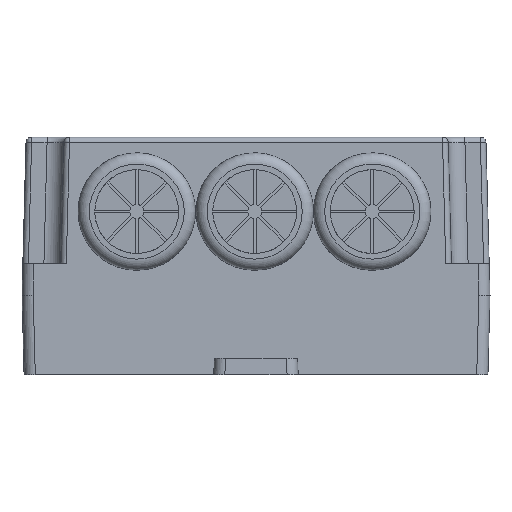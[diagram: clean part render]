
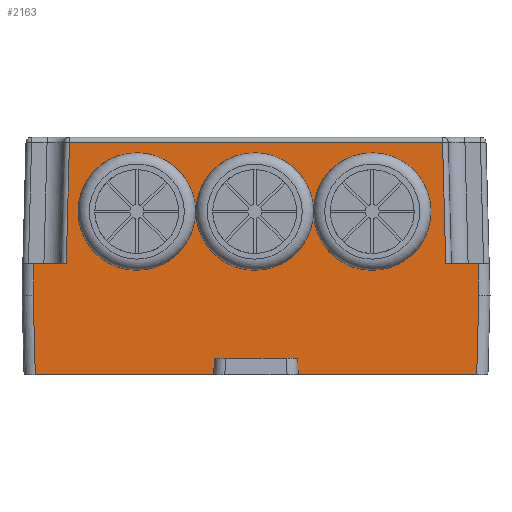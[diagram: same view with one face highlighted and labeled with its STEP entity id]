
A CAD part, front view. The second image highlights one B-rep face of the part: STEP entity #2163.
In plain terms, the highlighted planar face has unit normal (0, -1, 0.026).
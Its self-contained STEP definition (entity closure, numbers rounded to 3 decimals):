
#2163=ADVANCED_FACE('',(#3931,#3932,#3933,#3934),#2957,.T.);
#2957=PLANE('',#15881);
#3561=ELLIPSE('',#15877,2.001,2.);
#3562=ELLIPSE('',#15878,10.504,10.5);
#3563=ELLIPSE('',#15879,10.504,10.5);
#3564=ELLIPSE('',#15880,10.504,10.5);
#3931=FACE_BOUND('',#4067,.T.);
#3932=FACE_BOUND('',#4068,.T.);
#3933=FACE_BOUND('',#4069,.T.);
#3934=FACE_BOUND('',#4070,.T.);
#4067=EDGE_LOOP('',(#5200,#5201,#5202,#5203,#5204,#5205,#5206,#5207,#5208,
#5209,#5210,#5211,#5212,#5213,#5214,#5215,#5216,#5217));
#4068=EDGE_LOOP('',(#5218));
#4069=EDGE_LOOP('',(#5219));
#4070=EDGE_LOOP('',(#5220));
#5200=ORIENTED_EDGE('',*,*,#10662,.T.);
#5201=ORIENTED_EDGE('',*,*,#10663,.T.);
#5202=ORIENTED_EDGE('',*,*,#10664,.T.);
#5203=ORIENTED_EDGE('',*,*,#10665,.T.);
#5204=ORIENTED_EDGE('',*,*,#10666,.T.);
#5205=ORIENTED_EDGE('',*,*,#10667,.T.);
#5206=ORIENTED_EDGE('',*,*,#10668,.T.);
#5207=ORIENTED_EDGE('',*,*,#10669,.T.);
#5208=ORIENTED_EDGE('',*,*,#10670,.F.);
#5209=ORIENTED_EDGE('',*,*,#10671,.T.);
#5210=ORIENTED_EDGE('',*,*,#10672,.T.);
#5211=ORIENTED_EDGE('',*,*,#10673,.T.);
#5212=ORIENTED_EDGE('',*,*,#10674,.T.);
#5213=ORIENTED_EDGE('',*,*,#10675,.T.);
#5214=ORIENTED_EDGE('',*,*,#10676,.F.);
#5215=ORIENTED_EDGE('',*,*,#10677,.T.);
#5216=ORIENTED_EDGE('',*,*,#10678,.F.);
#5217=ORIENTED_EDGE('',*,*,#10679,.F.);
#5218=ORIENTED_EDGE('',*,*,#10680,.T.);
#5219=ORIENTED_EDGE('',*,*,#10681,.T.);
#5220=ORIENTED_EDGE('',*,*,#10682,.T.);
#9310=VERTEX_POINT('',#21560);
#9311=VERTEX_POINT('',#21561);
#9312=VERTEX_POINT('',#21563);
#9313=VERTEX_POINT('',#21565);
#9314=VERTEX_POINT('',#21567);
#9315=VERTEX_POINT('',#21569);
#9316=VERTEX_POINT('',#21571);
#9317=VERTEX_POINT('',#21573);
#9318=VERTEX_POINT('',#21575);
#9319=VERTEX_POINT('',#21577);
#9320=VERTEX_POINT('',#21579);
#9321=VERTEX_POINT('',#21581);
#9322=VERTEX_POINT('',#21583);
#9323=VERTEX_POINT('',#21585);
#9324=VERTEX_POINT('',#21587);
#9325=VERTEX_POINT('',#21589);
#9326=VERTEX_POINT('',#21591);
#9327=VERTEX_POINT('',#21593);
#9328=VERTEX_POINT('',#21596);
#9329=VERTEX_POINT('',#21598);
#9330=VERTEX_POINT('',#21600);
#10662=EDGE_CURVE('',#9310,#9311,#12676,.T.);
#10663=EDGE_CURVE('',#9311,#9312,#12677,.T.);
#10664=EDGE_CURVE('',#9312,#9313,#3561,.T.);
#10665=EDGE_CURVE('',#9313,#9314,#12678,.T.);
#10666=EDGE_CURVE('',#9314,#9315,#12679,.T.);
#10667=EDGE_CURVE('',#9315,#9316,#12680,.T.);
#10668=EDGE_CURVE('',#9316,#9317,#12681,.T.);
#10669=EDGE_CURVE('',#9317,#9318,#12682,.T.);
#10670=EDGE_CURVE('',#9319,#9318,#12683,.T.);
#10671=EDGE_CURVE('',#9319,#9320,#12684,.T.);
#10672=EDGE_CURVE('',#9320,#9321,#12685,.T.);
#10673=EDGE_CURVE('',#9321,#9322,#12686,.T.);
#10674=EDGE_CURVE('',#9322,#9323,#12687,.T.);
#10675=EDGE_CURVE('',#9323,#9324,#12688,.T.);
#10676=EDGE_CURVE('',#9325,#9324,#12689,.T.);
#10677=EDGE_CURVE('',#9325,#9326,#12690,.T.);
#10678=EDGE_CURVE('',#9327,#9326,#12691,.T.);
#10679=EDGE_CURVE('',#9310,#9327,#12692,.T.);
#10680=EDGE_CURVE('',#9328,#9328,#3562,.T.);
#10681=EDGE_CURVE('',#9329,#9329,#3563,.T.);
#10682=EDGE_CURVE('',#9330,#9330,#3564,.T.);
#12676=LINE('',#21559,#14341);
#12677=LINE('',#21562,#14342);
#12678=LINE('',#21566,#14343);
#12679=LINE('',#21568,#14344);
#12680=LINE('',#21570,#14345);
#12681=LINE('',#21572,#14346);
#12682=LINE('',#21574,#14347);
#12683=LINE('',#21576,#14348);
#12684=LINE('',#21578,#14349);
#12685=LINE('',#21580,#14350);
#12686=LINE('',#21582,#14351);
#12687=LINE('',#21584,#14352);
#12688=LINE('',#21586,#14353);
#12689=LINE('',#21588,#14354);
#12690=LINE('',#21590,#14355);
#12691=LINE('',#21592,#14356);
#12692=LINE('',#21594,#14357);
#14341=VECTOR('',#17235,1.);
#14342=VECTOR('',#17236,1.);
#14343=VECTOR('',#17239,1.);
#14344=VECTOR('',#17240,1.);
#14345=VECTOR('',#17241,1.);
#14346=VECTOR('',#17242,1.);
#14347=VECTOR('',#17243,1.);
#14348=VECTOR('',#17244,1.);
#14349=VECTOR('',#17245,1.);
#14350=VECTOR('',#17246,1.);
#14351=VECTOR('',#17247,1.);
#14352=VECTOR('',#17248,1.);
#14353=VECTOR('',#17249,1.);
#14354=VECTOR('',#17250,1.);
#14355=VECTOR('',#17251,1.);
#14356=VECTOR('',#17252,1.);
#14357=VECTOR('',#17253,1.);
#15877=AXIS2_PLACEMENT_3D('',#21564,#17237,#17238);
#15878=AXIS2_PLACEMENT_3D('',#21595,#17254,#17255);
#15879=AXIS2_PLACEMENT_3D('',#21597,#17256,#17257);
#15880=AXIS2_PLACEMENT_3D('',#21599,#17258,#17259);
#15881=AXIS2_PLACEMENT_3D('',#21601,#17260,#17261);
#17235=DIRECTION('',(1.,0.,0.));
#17236=DIRECTION('',(0.026,0.026,0.999));
#17237=DIRECTION('',(0.,0.,1.));
#17238=DIRECTION('',(0.707,0.707,0.));
#17239=DIRECTION('',(-0.026,0.026,0.999));
#17240=DIRECTION('',(-1.,0.,0.));
#17241=DIRECTION('',(-0.026,0.026,0.999));
#17242=DIRECTION('',(-1.,0.,0.));
#17243=DIRECTION('',(-0.026,-0.026,-0.999));
#17244=DIRECTION('',(1.,0.,0.));
#17245=DIRECTION('',(-0.026,-0.026,-0.999));
#17246=DIRECTION('',(1.,0.,0.));
#17247=DIRECTION('',(0.026,-0.026,-0.999));
#17248=DIRECTION('',(1.,0.,0.));
#17249=DIRECTION('',(0.052,0.026,0.998));
#17250=DIRECTION('',(-1.,0.,0.));
#17251=DIRECTION('',(1.,0.,0.));
#17252=DIRECTION('',(-1.,0.,0.));
#17253=DIRECTION('',(-0.052,0.026,0.998));
#17254=DIRECTION('',(0.,1.,-0.026));
#17255=DIRECTION('',(0.,-0.026,-1.));
#17256=DIRECTION('',(0.,1.,-0.026));
#17257=DIRECTION('',(0.,-0.026,-1.));
#17258=DIRECTION('',(0.,1.,-0.026));
#17259=DIRECTION('',(0.,-0.026,-1.));
#17260=DIRECTION('',(0.,-1.,0.026));
#17261=DIRECTION('',(0.,0.026,1.));
#21559=CARTESIAN_POINT('',(-20.93,-21.638,-42.502));
#21560=CARTESIAN_POINT('',(7.555,-21.638,-42.502));
#21561=CARTESIAN_POINT('',(39.476,-21.638,-42.502));
#21562=CARTESIAN_POINT('',(39.849,-21.265,-28.25));
#21563=CARTESIAN_POINT('',(39.848,-21.266,-28.302));
#21564=CARTESIAN_POINT('',(39.849,-19.266,-28.302));
#21565=CARTESIAN_POINT('',(39.851,-21.266,-28.302));
#21566=CARTESIAN_POINT('',(40.181,-21.596,-40.903));
#21567=CARTESIAN_POINT('',(39.701,-21.117,-22.6));
#21568=CARTESIAN_POINT('',(-41.93,-21.117,-22.6));
#21569=CARTESIAN_POINT('',(33.934,-21.117,-22.6));
#21570=CARTESIAN_POINT('',(34.402,-21.586,-40.505));
#21571=CARTESIAN_POINT('',(33.367,-20.551,-0.974));
#21572=CARTESIAN_POINT('',(-33.637,-20.551,-0.974));
#21573=CARTESIAN_POINT('',(-33.367,-20.551,-0.974));
#21574=CARTESIAN_POINT('',(-33.934,-21.118,-22.626));
#21575=CARTESIAN_POINT('',(-33.934,-21.117,-22.6));
#21576=CARTESIAN_POINT('',(-37.939,-21.117,-22.6));
#21577=CARTESIAN_POINT('',(-39.701,-21.117,-22.6));
#21578=CARTESIAN_POINT('',(-40.21,-21.626,-42.034));
#21579=CARTESIAN_POINT('',(-39.851,-21.266,-28.302));
#21580=CARTESIAN_POINT('',(-20.93,-21.266,-28.302));
#21581=CARTESIAN_POINT('',(-39.848,-21.266,-28.302));
#21582=CARTESIAN_POINT('',(-39.477,-21.637,-42.45));
#21583=CARTESIAN_POINT('',(-39.476,-21.638,-42.502));
#21584=CARTESIAN_POINT('',(226.578,-21.638,-42.502));
#21585=CARTESIAN_POINT('',(-7.575,-21.638,-42.502));
#21586=CARTESIAN_POINT('',(-7.522,-21.612,-41.484));
#21587=CARTESIAN_POINT('',(-7.418,-21.56,-39.502));
#21588=CARTESIAN_POINT('',(-20.93,-21.56,-39.502));
#21589=CARTESIAN_POINT('',(-3.851,-21.56,-39.502));
#21590=CARTESIAN_POINT('',(-27.648,-21.56,-39.502));
#21591=CARTESIAN_POINT('',(3.83,-21.56,-39.502));
#21592=CARTESIAN_POINT('',(-20.93,-21.56,-39.502));
#21593=CARTESIAN_POINT('',(7.398,-21.56,-39.502));
#21594=CARTESIAN_POINT('',(7.477,-21.599,-41.015));
#21595=CARTESIAN_POINT('',(-21.325,-20.874,-13.305));
#21596=CARTESIAN_POINT('',(-21.325,-21.149,-23.805));
#21597=CARTESIAN_POINT('',(20.785,-20.874,-13.305));
#21598=CARTESIAN_POINT('',(20.785,-21.149,-23.805));
#21599=CARTESIAN_POINT('',(-0.225,-20.874,-13.305));
#21600=CARTESIAN_POINT('',(-0.225,-21.149,-23.805));
#21601=CARTESIAN_POINT('',(-20.93,-21.638,-42.502));
